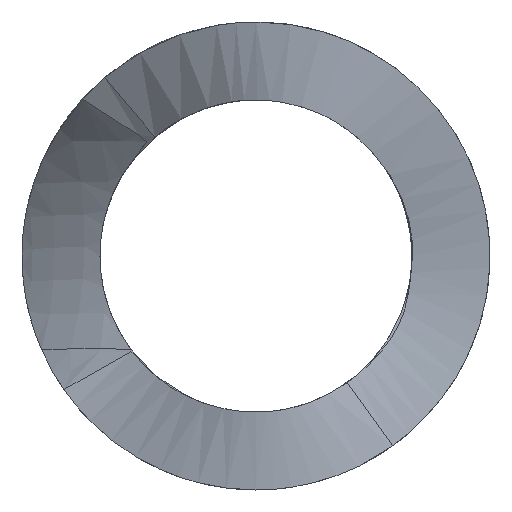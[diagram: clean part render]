
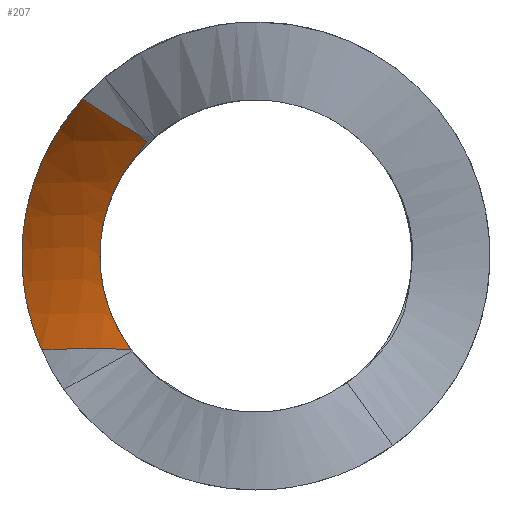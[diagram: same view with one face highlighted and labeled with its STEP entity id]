
A CAD part, left-side view. The second image highlights one B-rep face of the part: STEP entity #207.
In plain terms, the highlighted toroidal (fillet/blend) face has major radius 38.1 mm and minor radius 9.525 mm.
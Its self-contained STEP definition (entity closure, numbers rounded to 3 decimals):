
#35 = DIRECTION ( 'NONE',  ( -0.9, 0., 0.436 ) ) ;
#45 = CARTESIAN_POINT ( 'NONE',  ( -108.093, -38.043, 359.915 ) ) ;
#55 = CARTESIAN_POINT ( 'NONE',  ( -110.739, -41.918, 360.735 ) ) ;
#59 = CARTESIAN_POINT ( 'NONE',  ( -108.31, -37.898, 354.891 ) ) ;
#66 = CARTESIAN_POINT ( 'NONE',  ( -109.505, -38.936, 361.945 ) ) ;
#74 = CARTESIAN_POINT ( 'NONE',  ( -111.56, -42.72, 361.692 ) ) ;
#85 = CARTESIAN_POINT ( 'NONE',  ( -109.671, -40.821, 357.537 ) ) ;
#100 = ORIENTED_EDGE ( 'NONE', *, *, #266, .F. ) ;
#109 = ORIENTED_EDGE ( 'NONE', *, *, #930, .F. ) ;
#115 = EDGE_CURVE ( 'NONE', #347, #1582, #781, .T. ) ;
#170 = CARTESIAN_POINT ( 'NONE',  ( -89.288, -52.986, 339.404 ) ) ;
#174 = ORIENTED_EDGE ( 'NONE', *, *, #115, .T. ) ;
#189 = CARTESIAN_POINT ( 'NONE',  ( -108.591, -38.357, 360.788 ) ) ;
#195 = CARTESIAN_POINT ( 'NONE',  ( -111.558, -42.366, 362.054 ) ) ;
#205 = CARTESIAN_POINT ( 'NONE',  ( -107.766, -37.69, 356.081 ) ) ;
#207 = ADVANCED_FACE ( 'NONE', ( #1285 ), #452, .F. ) ;
#220 = CARTESIAN_POINT ( 'NONE',  ( -111.503, -41.954, 362.347 ) ) ;
#245 = CARTESIAN_POINT ( 'NONE',  ( -89.288, -52.986, 339.404 ) ) ;
#266 = EDGE_CURVE ( 'NONE', #1144, #739, #802, .T. ) ;
#311 = CARTESIAN_POINT ( 'NONE',  ( -107.614, -37.723, 358.434 ) ) ;
#319 = CARTESIAN_POINT ( 'NONE',  ( -108.879, -38.538, 361.19 ) ) ;
#326 = CARTESIAN_POINT ( 'NONE',  ( -107.584, -37.636, 356.858 ) ) ;
#331 = CARTESIAN_POINT ( 'NONE',  ( -110.917, -42.089, 360.971 ) ) ;
#347 = VERTEX_POINT ( 'NONE', #1367 ) ;
#354 = CARTESIAN_POINT ( 'NONE',  ( -110.097, -40.983, 355.64 ) ) ;
#364 = CARTESIAN_POINT ( 'NONE',  ( -109.681, -40.81, 357.32 ) ) ;
#432 = DIRECTION ( 'NONE',  ( -0.423, 0.244, -0.873 ) ) ;
#433 = CARTESIAN_POINT ( 'NONE',  ( -109.678, -40.843, 357.755 ) ) ;
#443 = CARTESIAN_POINT ( 'NONE',  ( -110.903, -39.848, 363.237 ) ) ;
#449 = CARTESIAN_POINT ( 'NONE',  ( -111.292, -42.458, 361.407 ) ) ;
#452 = TOROIDAL_SURFACE ( 'NONE', #1135, 38.1, 9.525 ) ;
#459 = CARTESIAN_POINT ( 'NONE',  ( -111.6, -42.715, 361.78 ) ) ;
#462 = CARTESIAN_POINT ( 'NONE',  ( -108.061, -37.799, 355.351 ) ) ;
#467 = CARTESIAN_POINT ( 'NONE',  ( -111.596, -42.733, 361.754 ) ) ;
#478 = CARTESIAN_POINT ( 'NONE',  ( -110.48, -41.207, 354.881 ) ) ;
#499 = CARTESIAN_POINT ( 'NONE',  ( -109.768, -40.824, 356.671 ) ) ;
#568 = CARTESIAN_POINT ( 'NONE',  ( -107.553, -37.632, 357.119 ) ) ;
#574 = EDGE_CURVE ( 'NONE', #739, #1582, #889, .T. ) ;
#593 = CARTESIAN_POINT ( 'NONE',  ( -107.534, -37.647, 357.644 ) ) ;
#601 = CARTESIAN_POINT ( 'NONE',  ( -109.899, -41.111, 359.071 ) ) ;
#604 = CARTESIAN_POINT ( 'NONE',  ( -108.447, -37.954, 354.672 ) ) ;
#614 = CARTESIAN_POINT ( 'NONE',  ( -110.187, -41.034, 355.445 ) ) ;
#687 = CARTESIAN_POINT ( 'NONE',  ( -111.278, -40.1, 363.515 ) ) ;
#705 = CARTESIAN_POINT ( 'NONE',  ( -110.54, -39.608, 362.939 ) ) ;
#710 = CARTESIAN_POINT ( 'NONE',  ( -111.437, -42.602, 361.562 ) ) ;
#726 = CARTESIAN_POINT ( 'NONE',  ( -111.486, -42.652, 361.611 ) ) ;
#731 = CARTESIAN_POINT ( 'NONE',  ( -108.888, -38.137, 354.043 ) ) ;
#739 = VERTEX_POINT ( 'NONE', #1162 ) ;
#742 = CARTESIAN_POINT ( 'NONE',  ( -111.577, -42.733, 361.715 ) ) ;
#773 = CARTESIAN_POINT ( 'NONE',  ( -111.73, -42.072, 353.324 ) ) ;
#781 = B_SPLINE_CURVE_WITH_KNOTS ( 'NONE', 3,
 ( #1470, #443, #705, #963, #66, #319, #189, #45, #1222, #835, #311, #823, #593, #568, #326, #1231, #205, #1087, #462, #59, #604, #731, #983, #1109 ),
 .UNSPECIFIED., .F., .F.,
 ( 4, 2, 2, 2, 2, 2, 2, 2, 2, 2, 2, 4 ),
 ( 0.015, 0.016, 0.018, 0.019, 0.021, 0.022, 0.022, 0.023, 0.024, 0.025, 0.026, 0.027 ),
 .UNSPECIFIED. ) ;
#802 = B_SPLINE_CURVE_WITH_KNOTS ( 'NONE', 3,
 ( #1678, #85, #364, #1387, #499, #1641, #1030, #354, #614, #478, #1148, #1001, #1520, #773 ),
 .UNSPECIFIED., .F., .F.,
 ( 4, 2, 2, 2, 2, 2, 4 ),
 ( 0.027, 0.028, 0.028, 0.029, 0.03, 0.031, 0.032 ),
 .UNSPECIFIED. ) ;
#823 = CARTESIAN_POINT ( 'NONE',  ( -107.546, -37.665, 357.907 ) ) ;
#833 = CARTESIAN_POINT ( 'NONE',  ( -109.678, -40.843, 357.755 ) ) ;
#835 = CARTESIAN_POINT ( 'NONE',  ( -107.668, -37.763, 358.69 ) ) ;
#841 = CARTESIAN_POINT ( 'NONE',  ( -111.344, -40.686, 363.181 ) ) ;
#848 = CARTESIAN_POINT ( 'NONE',  ( -111.593, -42.737, 361.743 ) ) ;
#889 = CIRCLE ( 'NONE', #1165, 28.575 ) ;
#930 = EDGE_CURVE ( 'NONE', #347, #1144, #1196, .T. ) ;
#963 = CARTESIAN_POINT ( 'NONE',  ( -109.842, -39.152, 362.294 ) ) ;
#971 = CARTESIAN_POINT ( 'NONE',  ( -111.547, -42.709, 361.678 ) ) ;
#979 = CARTESIAN_POINT ( 'NONE',  ( -111.599, -42.699, 361.794 ) ) ;
#983 = CARTESIAN_POINT ( 'NONE',  ( -109.222, -38.28, 353.658 ) ) ;
#988 = CARTESIAN_POINT ( 'NONE',  ( -111.595, -42.651, 361.836 ) ) ;
#1001 = CARTESIAN_POINT ( 'NONE',  ( -111.195, -41.679, 353.897 ) ) ;
#1010 = DIRECTION ( 'NONE',  ( -0.9, 0., 0.436 ) ) ;
#1030 = CARTESIAN_POINT ( 'NONE',  ( -109.942, -40.901, 356.04 ) ) ;
#1087 = CARTESIAN_POINT ( 'NONE',  ( -107.951, -37.757, 355.59 ) ) ;
#1091 = CARTESIAN_POINT ( 'NONE',  ( -110.408, -41.603, 360.224 ) ) ;
#1099 = CARTESIAN_POINT ( 'NONE',  ( -111.578, -42.503, 361.956 ) ) ;
#1109 = CARTESIAN_POINT ( 'NONE',  ( -109.58, -38.437, 353.3 ) ) ;
#1115 = CARTESIAN_POINT ( 'NONE',  ( -111.196, -42.363, 361.301 ) ) ;
#1135 = AXIS2_PLACEMENT_3D ( 'NONE', #245, #1256, #1010 ) ;
#1144 = VERTEX_POINT ( 'NONE', #433 ) ;
#1148 = CARTESIAN_POINT ( 'NONE',  ( -110.706, -41.35, 354.538 ) ) ;
#1162 = CARTESIAN_POINT ( 'NONE',  ( -111.73, -42.072, 353.324 ) ) ;
#1165 = AXIS2_PLACEMENT_3D ( 'NONE', #170, #432, #35 ) ;
#1196 = B_SPLINE_CURVE_WITH_KNOTS ( 'NONE', 3,
 ( #687, #841, #1365, #220, #1499, #195, #1099, #988, #1646, #979, #459, #467, #848, #1244, #742, #74, #971, #726, #710, #449, #1115, #331, #55, #1091, #1227, #1619, #1373, #601, #1638, #1261, #1613, #833 ),
 .UNSPECIFIED., .F., .F.,
 ( 4, 2, 2, 2, 2, 2, 2, 2, 2, 2, 2, 2, 2, 2, 2, 4 ),
 ( 0.002, 0.005, 0.005, 0.006, 0.006, 0.006, 0.006, 0.006, 0.006, 0.006, 0.007, 0.008, 0.009, 0.009, 0.01, 0.011 ),
 .UNSPECIFIED. ) ;
#1222 = CARTESIAN_POINT ( 'NONE',  ( -107.881, -37.908, 359.438 ) ) ;
#1227 = CARTESIAN_POINT ( 'NONE',  ( -110.258, -41.461, 359.954 ) ) ;
#1231 = CARTESIAN_POINT ( 'NONE',  ( -107.692, -37.665, 356.335 ) ) ;
#1241 = EDGE_LOOP ( 'NONE', ( #1548, #100, #109, #174 ) ) ;
#1244 = CARTESIAN_POINT ( 'NONE',  ( -111.583, -42.736, 361.724 ) ) ;
#1256 = DIRECTION ( 'NONE',  ( -0.423, 0.244, -0.873 ) ) ;
#1261 = CARTESIAN_POINT ( 'NONE',  ( -109.734, -40.937, 358.428 ) ) ;
#1285 = FACE_OUTER_BOUND ( 'NONE', #1241, .T. ) ;
#1365 = CARTESIAN_POINT ( 'NONE',  ( -111.413, -41.259, 362.823 ) ) ;
#1367 = CARTESIAN_POINT ( 'NONE',  ( -111.278, -40.1, 363.515 ) ) ;
#1373 = CARTESIAN_POINT ( 'NONE',  ( -110.006, -41.217, 359.376 ) ) ;
#1387 = CARTESIAN_POINT ( 'NONE',  ( -109.729, -40.812, 356.887 ) ) ;
#1470 = CARTESIAN_POINT ( 'NONE',  ( -111.278, -40.1, 363.515 ) ) ;
#1499 = CARTESIAN_POINT ( 'NONE',  ( -111.521, -42.092, 362.25 ) ) ;
#1510 = CARTESIAN_POINT ( 'NONE',  ( -109.58, -38.437, 353.3 ) ) ;
#1520 = CARTESIAN_POINT ( 'NONE',  ( -111.46, -41.868, 353.598 ) ) ;
#1548 = ORIENTED_EDGE ( 'NONE', *, *, #574, .F. ) ;
#1582 = VERTEX_POINT ( 'NONE', #1510 ) ;
#1613 = CARTESIAN_POINT ( 'NONE',  ( -109.688, -40.877, 358.096 ) ) ;
#1619 = CARTESIAN_POINT ( 'NONE',  ( -110.065, -41.274, 359.524 ) ) ;
#1638 = CARTESIAN_POINT ( 'NONE',  ( -109.852, -41.063, 358.912 ) ) ;
#1641 = CARTESIAN_POINT ( 'NONE',  ( -109.875, -40.868, 356.246 ) ) ;
#1646 = CARTESIAN_POINT ( 'NONE',  ( -111.597, -42.668, 361.823 ) ) ;
#1678 = CARTESIAN_POINT ( 'NONE',  ( -109.678, -40.843, 357.755 ) ) ;
